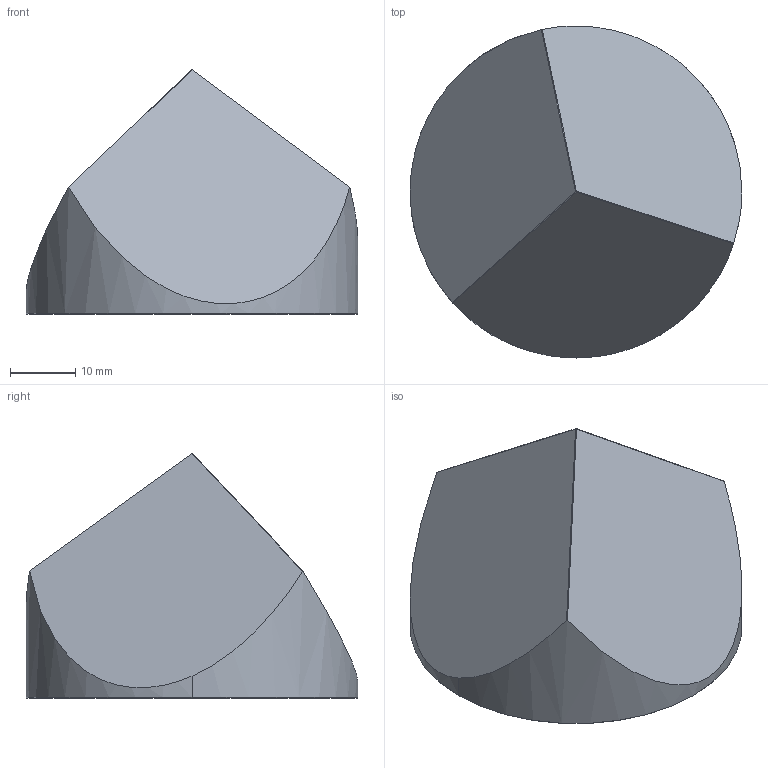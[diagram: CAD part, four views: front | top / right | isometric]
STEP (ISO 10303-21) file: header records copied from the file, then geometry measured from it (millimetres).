
FILE_DESCRIPTION (( 'STEP AP214' ), '1' );
FILE_NAME ('GP26-050-1.STEP', '2024-08-15T09:56:34', ( 'Windows User' ), ( 'P R C' ), 'SwSTEP 2.0', 'SolidWorks 2022', '' );
FILE_SCHEMA (( 'AUTOMOTIVE_DESIGN' ));
Length unit declared in the file: millimetre
Products named in the file (1): GP26-050-1
Bounding box: 50.8 x 50.8 x 37.38 mm (x, y, z)
Volume: 35866 mm3; surface area: 6766.4 mm2
Topology: 1 solids, 1 shells, 12 faces, 25 edges, 15 vertices
Faces by surface type: plane 8, cone 2, cylinder 2
Entity records: 347 total; most frequent: CARTESIAN_POINT 77, ORIENTED_EDGE 50, DIRECTION 47, EDGE_CURVE 25, AXIS2_PLACEMENT_3D 17, VERTEX_POINT 15, LINE 13, VECTOR 13
